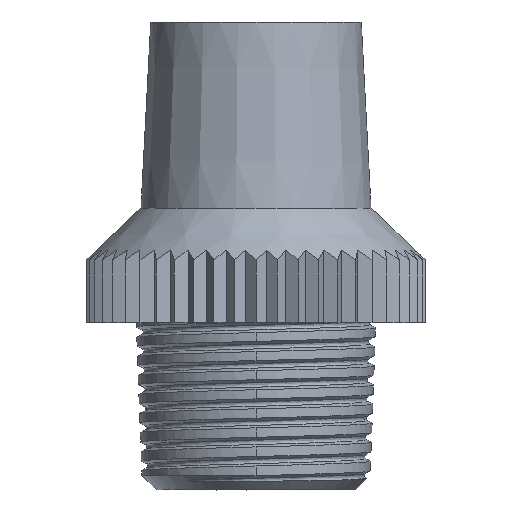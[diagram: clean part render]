
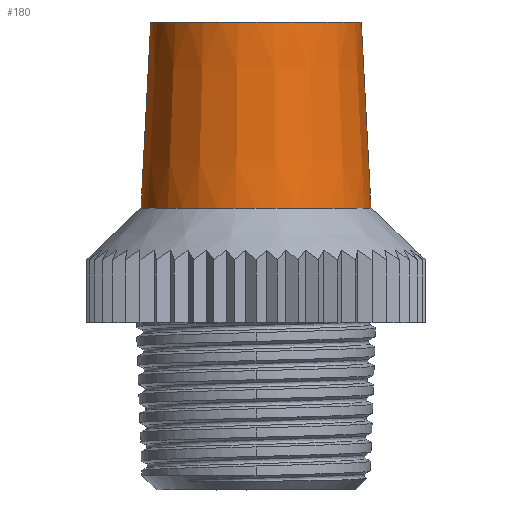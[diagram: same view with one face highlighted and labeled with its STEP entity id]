
A CAD part, front view. The second image highlights one B-rep face of the part: STEP entity #180.
In plain terms, the highlighted conical face has half-angle 3 degrees and reference radius 8.3 mm.
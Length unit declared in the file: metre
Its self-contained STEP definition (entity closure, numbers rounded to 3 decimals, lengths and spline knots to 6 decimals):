
#180 = ADVANCED_FACE( '', ( #470, #471 ), #472, .T. );
#470 = FACE_OUTER_BOUND( '', #876, .T. );
#471 = FACE_BOUND( '', #877, .T. );
#472 = CONICAL_SURFACE( '', #878, 0.0083, 0.052 );
#876 = EDGE_LOOP( '', ( #7433 ) );
#877 = EDGE_LOOP( '', ( #7434 ) );
#878 = AXIS2_PLACEMENT_3D( '', #7435, #7436, #7437 );
#7433 = ORIENTED_EDGE( '', *, *, #8649, .T. );
#7434 = ORIENTED_EDGE( '', *, *, #8650, .F. );
#7435 = CARTESIAN_POINT( '', ( 0., 0.136734, 0.2309 ) );
#7436 = DIRECTION( '', ( 0., 0., -1. ) );
#7437 = DIRECTION( '', ( 1., 0., 0. ) );
#8649 = EDGE_CURVE( '', #9203, #9203, #9204, .T. );
#8650 = EDGE_CURVE( '', #9205, #9205, #9206, .T. );
#9203 = VERTEX_POINT( '', #10097 );
#9204 = CIRCLE( '', #10098, 0.008038 );
#9205 = VERTEX_POINT( '', #10099 );
#9206 = CIRCLE( '', #10100, 0.007357 );
#10097 = CARTESIAN_POINT( '', ( 0.008038, 0.136734, 0.235893 ) );
#10098 = AXIS2_PLACEMENT_3D( '', #12973, #12974, #12975 );
#10099 = CARTESIAN_POINT( '', ( 0.007357, 0.136734, 0.2489 ) );
#10100 = AXIS2_PLACEMENT_3D( '', #12976, #12977, #12978 );
#12973 = CARTESIAN_POINT( '', ( 0., 0.136734, 0.235893 ) );
#12974 = DIRECTION( '', ( 0., 0., 1. ) );
#12975 = DIRECTION( '', ( 1., 0., 0. ) );
#12976 = CARTESIAN_POINT( '', ( 0., 0.136734, 0.2489 ) );
#12977 = DIRECTION( '', ( 0., 0., 1. ) );
#12978 = DIRECTION( '', ( 1., 0., 0. ) );
